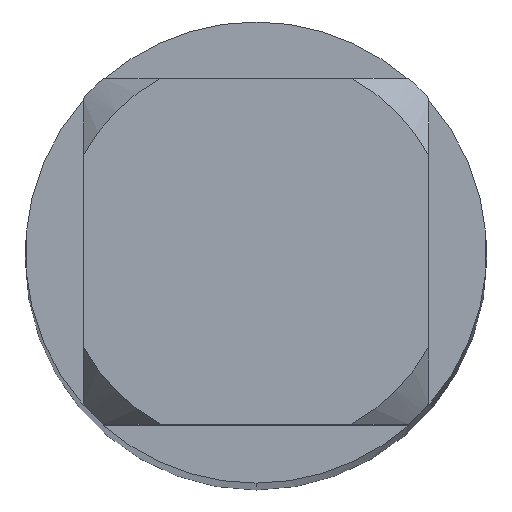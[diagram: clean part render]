
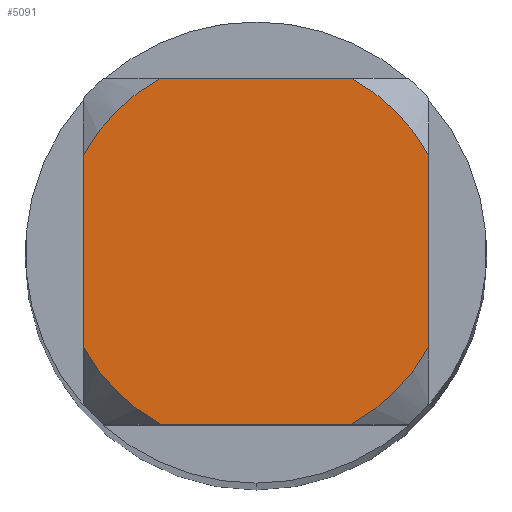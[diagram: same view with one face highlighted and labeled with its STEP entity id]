
A CAD part, top view. The second image highlights one B-rep face of the part: STEP entity #5091.
In plain terms, the highlighted planar face has unit normal (0, 0, 1).
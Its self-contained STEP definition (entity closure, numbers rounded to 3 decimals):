
#2213=VERTEX_POINT('',#5946);
#2635=EDGE_CURVE('',#2771,#4101,#6404,.T.);
#2745=VERTEX_POINT('',#6524);
#2771=VERTEX_POINT('',#6552);
#2985=EDGE_CURVE('',#3131,#4101,#6791,.T.);
#3131=VERTEX_POINT('',#6944);
#3225=EDGE_CURVE('',#3257,#2213,#7048,.T.);
#3257=VERTEX_POINT('',#7083);
#3389=VERTEX_POINT('',#7224);
#3459=EDGE_CURVE('',#3257,#4325,#7301,.T.);
#4101=VERTEX_POINT('',#8003);
#4291=EDGE_CURVE('',#3131,#3389,#8210,.T.);
#4325=VERTEX_POINT('',#8248);
#4351=EDGE_CURVE('',#2745,#2213,#8278,.T.);
#5091=ADVANCED_FACE('',(#9074),#9075,.T.);
#5349=EDGE_CURVE('',#2771,#4325,#9357,.T.);
#5497=EDGE_CURVE('',#2745,#3389,#9523,.T.);
#5946=CARTESIAN_POINT('',(-0.581,1.05,0.0));
#6404=LINE('',#11424,#11425);
#6524=CARTESIAN_POINT('',(0.581,1.05,0.0));
#6552=CARTESIAN_POINT('',(-0.581,-1.05,0.0));
#6791=CIRCLE('',#12657,1.2);
#6944=CARTESIAN_POINT('',(1.05,-0.581,0.0));
#7048=CIRCLE('',#13300,1.2);
#7083=CARTESIAN_POINT('',(-1.05,0.581,0.0));
#7224=CARTESIAN_POINT('',(1.05,0.581,0.0));
#7301=LINE('',#13963,#13964);
#8003=CARTESIAN_POINT('',(0.581,-1.05,0.0));
#8210=LINE('',#16365,#16366);
#8248=CARTESIAN_POINT('',(-1.05,-0.581,0.0));
#8278=LINE('',#16524,#16525);
#9074=FACE_OUTER_BOUND('',#19154,.T.);
#9075=PLANE('',#19155);
#9357=CIRCLE('',#19768,1.2);
#9523=CIRCLE('',#20067,1.2);
#11424=CARTESIAN_POINT('',(0.0,-1.05,0.0));
#11425=VECTOR('',#21017,1.0);
#12657=AXIS2_PLACEMENT_3D('',#21620,#21621,#21622);
#13300=AXIS2_PLACEMENT_3D('',#21873,#21874,#21875);
#13963=CARTESIAN_POINT('',(-1.05,0.3,0.0));
#13964=VECTOR('',#22135,1.0);
#16365=CARTESIAN_POINT('',(1.05,0.3,0.0));
#16366=VECTOR('',#23055,1.0);
#16524=CARTESIAN_POINT('',(0.0,1.05,0.0));
#16525=VECTOR('',#23149,1.0);
#19154=EDGE_LOOP('',(#24067,#24068,#24069,#24070,#24071,#24072,#24073,#24074));
#19155=AXIS2_PLACEMENT_3D('',#24075,#24076,#24077);
#19768=AXIS2_PLACEMENT_3D('',#24381,#24382,#24383);
#20067=AXIS2_PLACEMENT_3D('',#24587,#24588,#24589);
#21017=DIRECTION('',(1.0,0.0,0.0));
#21620=CARTESIAN_POINT('',(0.0,0.0,0.0));
#21621=DIRECTION('',(0.0,0.0,-1.0));
#21622=DIRECTION('',(0.0,1.0,0.0));
#21873=CARTESIAN_POINT('',(0.0,0.0,0.0));
#21874=DIRECTION('',(0.0,0.0,-1.0));
#21875=DIRECTION('',(0.0,1.0,0.0));
#22135=DIRECTION('',(-0.0,-1.0,0.0));
#23055=DIRECTION('',(-0.0,1.0,0.0));
#23149=DIRECTION('',(-1.0,0.0,0.0));
#24067=ORIENTED_EDGE('',*,*,#3459,.T.);
#24068=ORIENTED_EDGE('',*,*,#5349,.F.);
#24069=ORIENTED_EDGE('',*,*,#2635,.T.);
#24070=ORIENTED_EDGE('',*,*,#2985,.F.);
#24071=ORIENTED_EDGE('',*,*,#4291,.T.);
#24072=ORIENTED_EDGE('',*,*,#5497,.F.);
#24073=ORIENTED_EDGE('',*,*,#4351,.T.);
#24074=ORIENTED_EDGE('',*,*,#3225,.F.);
#24075=CARTESIAN_POINT('',(0.0,0.6,0.0));
#24076=DIRECTION('',(-0.0,0.0,1.0));
#24077=DIRECTION('',(0.0,-1.0,0.0));
#24381=CARTESIAN_POINT('',(0.0,0.0,0.0));
#24382=DIRECTION('',(0.0,0.0,-1.0));
#24383=DIRECTION('',(0.0,1.0,0.0));
#24587=CARTESIAN_POINT('',(0.0,0.0,0.0));
#24588=DIRECTION('',(0.0,0.0,-1.0));
#24589=DIRECTION('',(0.0,1.0,0.0));
